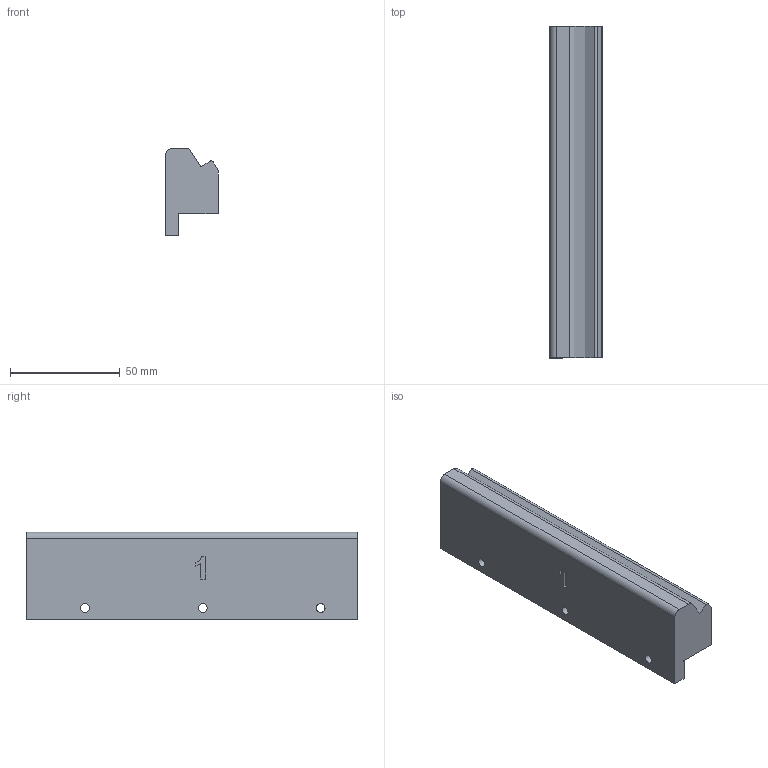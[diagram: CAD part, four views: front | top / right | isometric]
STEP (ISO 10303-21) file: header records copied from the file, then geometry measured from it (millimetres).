
FILE_DESCRIPTION(/* description */ (''),/* implementation_level */ '2;1');
FILE_NAME(/* name */ 'WinMountBot_Left1.step',/* time_stamp */ '2021-08-05T09:21:43-05:00',/* author */ (''),/* organization */ (''),/* preprocessor_version */ 'ST-DEVELOPER v18.1',/* originating_system */ 'Autodesk Translation Framework v10.9.0.1377',/* authorisation */ '');
FILE_SCHEMA (('AUTOMOTIVE_DESIGN { 1 0 10303 214 3 1 1 }'));
Length unit declared in the file: millimetre
Products named in the file (1): WinMountBot_Left1
Bounding box: 23.98 x 151.38 x 40 mm (x, y, z)
Volume: 105076.3 mm3; surface area: 20464.4 mm2
Topology: 1 solids, 1 shells, 28 faces, 75 edges, 50 vertices
Faces by surface type: plane 17, cylinder 8, bspline 3
Full cylindrical faces by diameter (mm): 4 x3
Entity records: 957 total; most frequent: CARTESIAN_POINT 205, ORIENTED_EDGE 150, DIRECTION 137, EDGE_CURVE 75, LINE 53, VECTOR 53, VERTEX_POINT 50, AXIS2_PLACEMENT_3D 42
